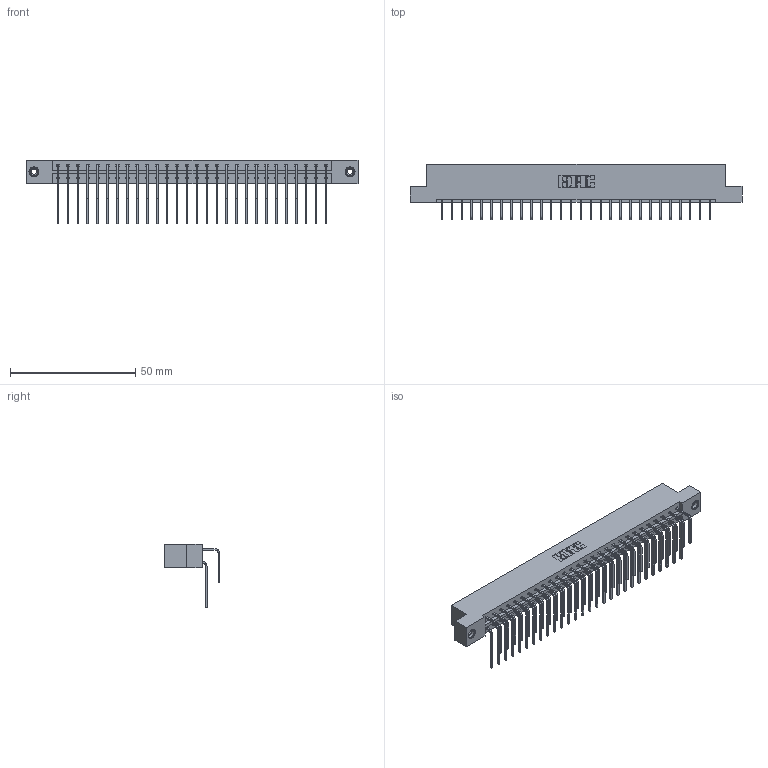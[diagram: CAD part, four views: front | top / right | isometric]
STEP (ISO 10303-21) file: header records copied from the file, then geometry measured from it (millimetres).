
FILE_DESCRIPTION (( 'STEP AP203' ), '1' );
FILE_NAME ('333-056-558-208.STEP', '2018-08-04T05:18:31', ( '' ), ( '' ), 'SwSTEP 2.0', 'SolidWorks 2016', '' );
FILE_SCHEMA (( 'CONFIG_CONTROL_DESIGN' ));
Length unit declared in the file: inch
Products named in the file (5): 345-292-001_558 Tail - 2; 345-250-001_345-250-003-102; 333-056-558-208; 333 Part_Flush - .156 Dia - TI; 345-292-001_558 559 Tail - 1
Assembly tree (59 placements, depth 2):
  333-056-558-208
    333 Part_Flush - .156 Dia - TI
    345-292-001_558 559 Tail - 1  x28
    345-292-001_558 Tail - 2  x28
    345-250-001_345-250-003-102  x2
Bounding box: 132.49 x 22.17 x 25.53 mm (x, y, z)
Volume: 13711.7 mm3; surface area: 17691.1 mm2
Topology: 59 solids, 59 shells, 3198 faces, 9463 edges, 6226 vertices
Faces by surface type: plane 2230, cylinder 952, cone 12, torus 4
Entity records: 22794 total; most frequent: CARTESIAN_POINT 3828, ORIENTED_EDGE 3706, DIRECTION 3307, EDGE_CURVE 1853, LINE 1665, VECTOR 1665, VERTEX_POINT 1228, AXIS2_PLACEMENT_3D 821
